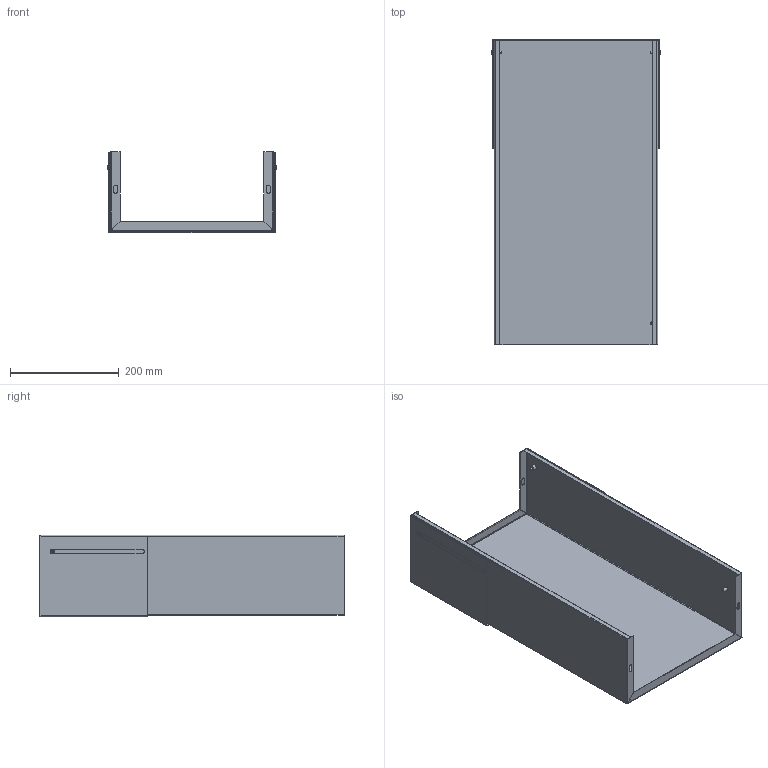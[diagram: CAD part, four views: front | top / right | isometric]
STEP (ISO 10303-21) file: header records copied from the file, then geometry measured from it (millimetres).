
FILE_DESCRIPTION (( 'STEP AP203' ), '1' );
FILE_NAME ('ÌÈ-1961.00.00.000 Öîêîëü âåðõ ñ êîìï-îì (560õ300õ150) EKF Basic.STEP', '2021-04-26T12:05:46', ( '' ), ( '' ), 'SwSTEP 2.0', 'SolidWorks 2021', '' );
FILE_SCHEMA (( 'CONFIG_CONTROL_DESIGN' ));
Length unit declared in the file: millimetre
Products named in the file (7): pan head cross recess screw_din_DIN EN ISO 7045 - M4 x 16 - Z - 16N; Øïèëüêà Ì6õ12; ÌÈ-1961.00.00.000 Öîêîëü âåðõ ñ êîìï-îì (560õ300õ150) EKF Basic; ÌÈ-1961.01.00.000 Öîêîëü â ñáîðå; ﾌﾈ-1961.01.00.001 ﾊⅱ髜; ÌÈ-1799.00.00.001 Êîìïåíñàòîð; Çàêëåïêà ãàå÷íàÿ Ì6
Assembly tree (8 placements, depth 3):
  ÌÈ-1961.00.00.000 Öîêîëü âåðõ ñ êîìï-îì (560õ300õ150) EKF Basic
    ÌÈ-1961.01.00.000 Öîêîëü â ñáîðå
      ﾌﾈ-1961.01.00.001 ﾊⅱ髜
      Øïèëüêà Ì6õ12
      Çàêëåïêà ãàå÷íàÿ Ì6  x2
    ÌÈ-1799.00.00.001 Êîìïåíñàòîð
    pan head cross recess screw_din_DIN EN ISO 7045 - M4 x 16 - Z - 16N  x2
Bounding box: 311.04 x 561.6 x 149.9 mm (x, y, z)
Volume: 341542 mm3; surface area: 975934 mm2
Topology: 7 solids, 7 shells, 295 faces, 654 edges, 376 vertices
Faces by surface type: plane 141, cylinder 84, cone 30, bspline 20, torus 16, sphere 4
Entity records: 8095 total; most frequent: CARTESIAN_POINT 2190, DIRECTION 1078, ORIENTED_EDGE 1032, EDGE_CURVE 516, AXIS2_PLACEMENT_3D 383, VECTOR 312, LINE 312, VERTEX_POINT 295
